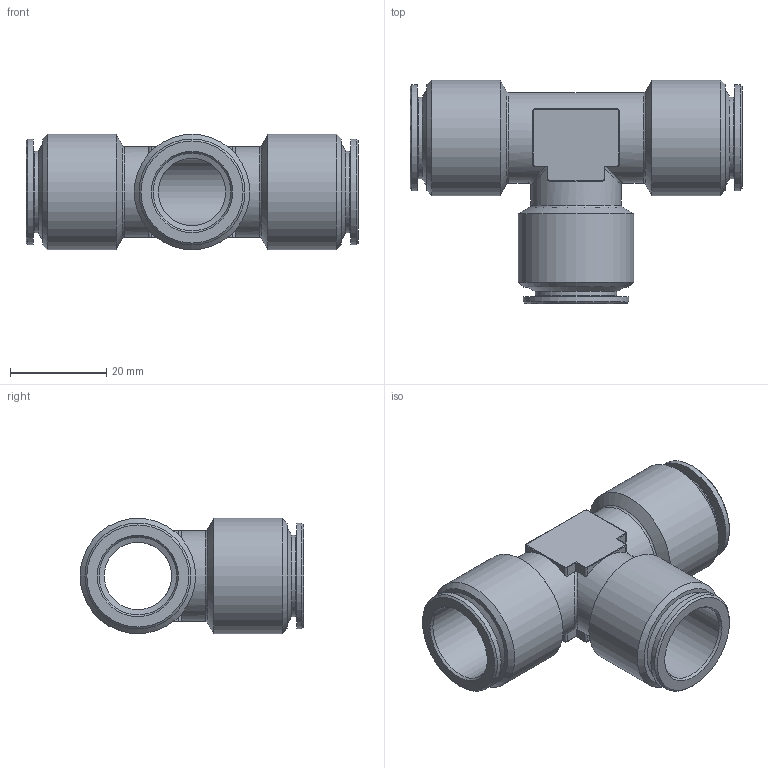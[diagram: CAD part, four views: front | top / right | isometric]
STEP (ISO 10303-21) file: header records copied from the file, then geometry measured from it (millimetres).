
FILE_DESCRIPTION(/* description */ ('STEP AP214'),/* implementation_level */ '2;1');
FILE_NAME(/* name */ 'A0190090',/* time_stamp */ '2023-04-20T13:28:31+02:00',/* author */ ('License CC BY-ND 4.0'),/* organization */ ('CADENAS'),/* preprocessor_version */ 'ST-DEVELOPER v19.3',/* originating_system */ 'PARTsolutions',/* authorisation */ ' ');
FILE_SCHEMA (('AUTOMOTIVE_DESIGN {1 0 10303 214 3 1 1}'));
Length unit declared in the file: millimetre
Products named in the file (1): A0190090
Bounding box: 69 x 46.5 x 24 mm (x, y, z)
Volume: 16902.7 mm3; surface area: 12675.5 mm2
Topology: 1 solids, 1 shells, 115 faces, 269 edges, 161 vertices
Faces by surface type: cylinder 44, plane 33, cone 21, torus 15, bspline 2
Full cylindrical faces by diameter (mm): 14 x2, 16.15 x3, 16.95 x3, 18.8 x2, 22 x3, 24 x3
Entity records: 3977 total; most frequent: CARTESIAN_POINT 744, DIRECTION 532, ORIENTED_EDGE 428, AXIS2_PLACEMENT_3D 228, EDGE_CURVE 214, EDGE_LOOP 166, FACE_BOUND 166, VERTEX_POINT 148
